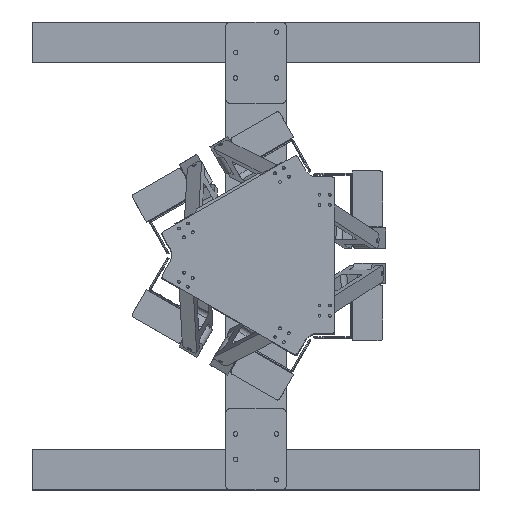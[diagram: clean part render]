
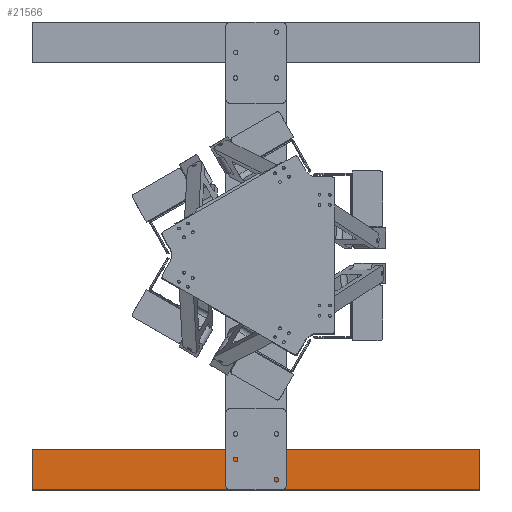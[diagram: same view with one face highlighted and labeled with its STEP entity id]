
A CAD part, top view. The second image highlights one B-rep face of the part: STEP entity #21566.
In plain terms, the highlighted planar face has unit normal (0, 0, 1).
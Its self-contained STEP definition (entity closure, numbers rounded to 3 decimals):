
#1542=PLANE('',#24319);
#2807=FACE_OUTER_BOUND('',#4601,.T.);
#4601=EDGE_LOOP('',(#19468,#19469,#19470,#19471));
#6095=LINE('',#37551,#7599);
#6103=LINE('',#37566,#7607);
#6104=LINE('',#37568,#7608);
#6105=LINE('',#37569,#7609);
#7599=VECTOR('',#31138,10.);
#7607=VECTOR('',#31150,10.);
#7608=VECTOR('',#31153,10.);
#7609=VECTOR('',#31154,10.);
#10836=VERTEX_POINT('',#37547);
#10838=VERTEX_POINT('',#37550);
#10842=VERTEX_POINT('',#37562);
#10843=VERTEX_POINT('',#37564);
#13721=EDGE_CURVE('',#10836,#10838,#6095,.T.);
#13729=EDGE_CURVE('',#10842,#10843,#6103,.F.);
#13730=EDGE_CURVE('',#10836,#10842,#6104,.T.);
#13731=EDGE_CURVE('',#10838,#10843,#6105,.T.);
#19468=ORIENTED_EDGE('',*,*,#13730,.T.);
#19469=ORIENTED_EDGE('',*,*,#13729,.T.);
#19470=ORIENTED_EDGE('',*,*,#13731,.F.);
#19471=ORIENTED_EDGE('',*,*,#13721,.F.);
#21566=ADVANCED_FACE('',(#2807),#1542,.T.);
#24319=AXIS2_PLACEMENT_3D('',#37567,#31151,#31152);
#31138=DIRECTION('',(0.,-1.,0.));
#31150=DIRECTION('',(0.,1.,0.));
#31151=DIRECTION('center_axis',(0.,0.,1.));
#31152=DIRECTION('ref_axis',(-1.,0.,0.));
#31153=DIRECTION('',(-1.,0.,0.));
#31154=DIRECTION('',(-1.,0.,0.));
#37547=CARTESIAN_POINT('',(212.,-190.,-52.7));
#37550=CARTESIAN_POINT('',(212.,-230.,-52.7));
#37551=CARTESIAN_POINT('',(212.,-190.,-52.7));
#37562=CARTESIAN_POINT('',(-228.,-190.,-52.7));
#37564=CARTESIAN_POINT('',(-228.,-230.,-52.7));
#37566=CARTESIAN_POINT('',(-228.,-190.,-52.7));
#37567=CARTESIAN_POINT('Origin',(22.,-190.,-52.7));
#37568=CARTESIAN_POINT('',(22.,-190.,-52.7));
#37569=CARTESIAN_POINT('',(22.,-230.,-52.7));
